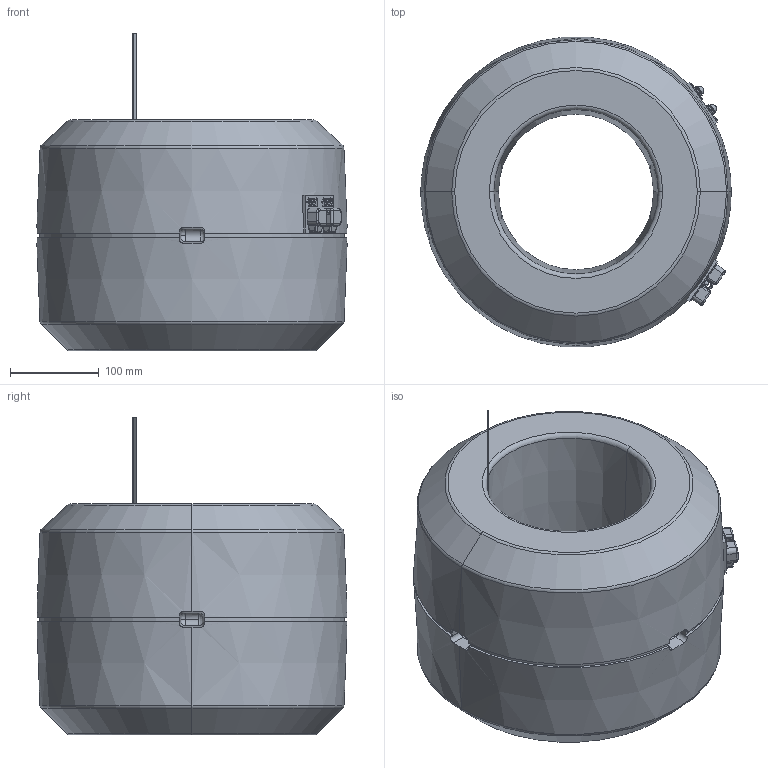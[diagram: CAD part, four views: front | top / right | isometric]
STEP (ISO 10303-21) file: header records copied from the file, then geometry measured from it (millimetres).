
FILE_DESCRIPTION (( 'STEP AP203' ), '1' );
FILE_NAME ('ﾒﾘﾋﾊ-10-1 (2000-5000)ﾀ.STEP', '2022-07-29T06:15:38', ( '' ), ( '' ), 'SwSTEP 2.0', 'SolidWorks 2010', '' );
FILE_SCHEMA (( 'CONFIG_CONTROL_DESIGN' ));
Length unit declared in the file: millimetre
Products named in the file (1): ﾒﾘﾋﾊ-10-1 (2000-5000)ﾀ
Bounding box: 349.28 x 348.76 x 357.5 mm (x, y, z)
Surface area: 531801.5 mm2 (no closed solid volume)
Topology: 0 solids, 16 shells, 351 faces, 1057 edges, 705 vertices
Faces by surface type: plane 141, cylinder 69, bspline 62, cone 53, torus 13, sphere 13
Entity records: 13917 total; most frequent: CARTESIAN_POINT 5080, ORIENTED_EDGE 1828, DIRECTION 1710, EDGE_CURVE 1054, VERTEX_POINT 705, AXIS2_PLACEMENT_3D 623, VECTOR 464, LINE 464
